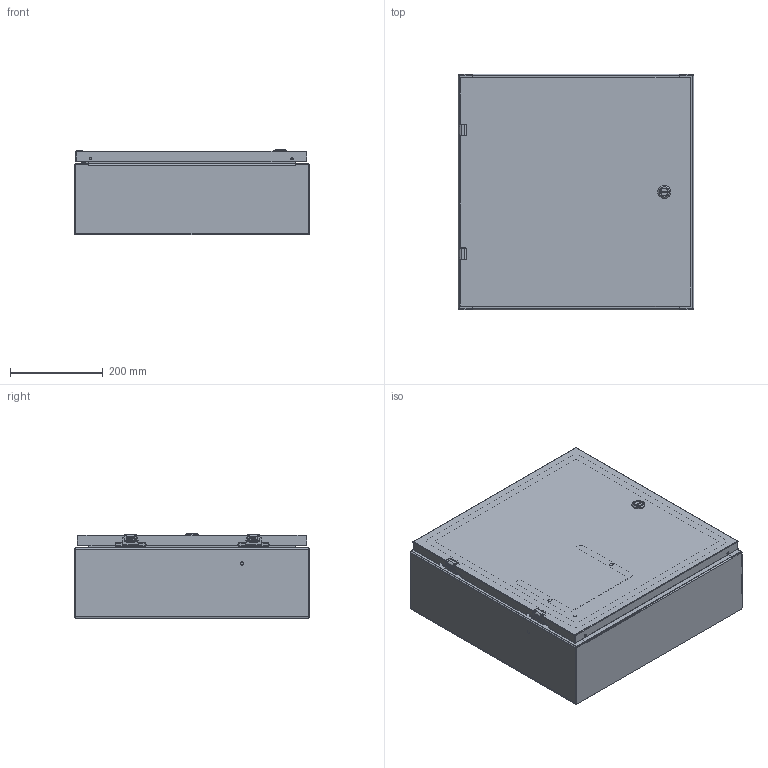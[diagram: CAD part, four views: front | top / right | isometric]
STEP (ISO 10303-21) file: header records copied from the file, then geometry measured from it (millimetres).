
FILE_DESCRIPTION (( 'STEP AP214' ), '1' );
FILE_NAME ('SCE-20EL2006LP.STEP', '2022-09-29T18:41:49', ( '' ), ( '' ), 'SwSTEP 2.0', 'SolidWorks 2021', '' );
FILE_SCHEMA (( 'AUTOMOTIVE_DESIGN' ));
Length unit declared in the file: inch
Products named in the file (1): SCE-20EL2006LP
Bounding box: 508 x 508 x 183.65 mm (x, y, z)
Volume: 2583427.7 mm3; surface area: 2459612.6 mm2
Topology: 43 solids, 43 shells, 2548 faces, 6718 edges, 4191 vertices
Faces by surface type: plane 940, cylinder 754, bspline 659, cone 95, torus 64, sphere 36
Entity records: 143874 total; most frequent: CARTESIAN_POINT 52733, ORIENTED_EDGE 13204, DIRECTION 10435, EDGE_CURVE 6602, VERTEX_POINT 4191, AXIS2_PLACEMENT_3D 3862, LINE 2711, VECTOR 2711
